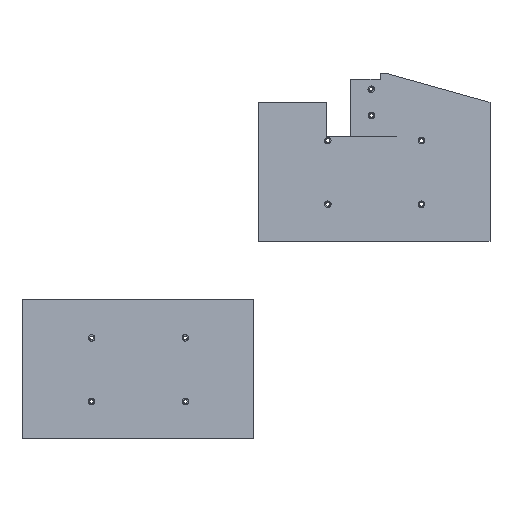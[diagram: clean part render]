
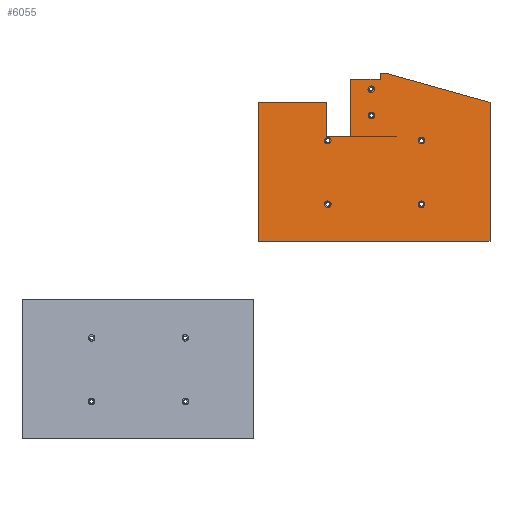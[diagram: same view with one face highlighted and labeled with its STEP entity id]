
A CAD part, front view. The second image highlights one B-rep face of the part: STEP entity #6055.
In plain terms, the highlighted planar face has unit normal (0, -0.995, 0.104).
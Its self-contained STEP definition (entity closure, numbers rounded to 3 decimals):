
#21=ELLIPSE('',#6329,2.011,2.);
#22=ELLIPSE('',#6332,2.011,2.);
#23=ELLIPSE('',#6335,2.011,2.);
#24=ELLIPSE('',#6338,2.011,2.);
#25=ELLIPSE('',#6400,2.011,2.);
#26=ELLIPSE('',#6402,2.011,2.);
#75=LINE('',#8343,#868);
#79=LINE('',#8355,#872);
#98=LINE('',#8393,#891);
#101=LINE('',#8399,#894);
#112=LINE('',#8419,#905);
#115=LINE('',#8425,#908);
#127=LINE('',#8450,#920);
#131=LINE('',#8458,#924);
#134=LINE('',#8464,#927);
#139=LINE('',#8472,#932);
#140=LINE('',#8475,#933);
#145=LINE('',#8483,#938);
#148=LINE('',#8489,#941);
#151=LINE('',#8494,#944);
#868=VECTOR('',#6819,10.);
#872=VECTOR('',#6833,10.);
#891=VECTOR('',#6860,10.);
#894=VECTOR('',#6865,10.);
#905=VECTOR('',#6880,10.);
#908=VECTOR('',#6889,10.);
#920=VECTOR('',#6907,10.);
#924=VECTOR('',#6913,10.);
#927=VECTOR('',#6918,10.);
#932=VECTOR('',#6925,10.);
#933=VECTOR('',#6928,10.);
#938=VECTOR('',#6935,10.);
#941=VECTOR('',#6940,10.);
#944=VECTOR('',#6945,10.);
#1664=FACE_BOUND('',#2179,.T.);
#1665=FACE_BOUND('',#2180,.T.);
#1666=FACE_BOUND('',#2181,.T.);
#1667=FACE_BOUND('',#2182,.T.);
#1668=FACE_BOUND('',#2183,.T.);
#1669=FACE_BOUND('',#2184,.T.);
#1857=FACE_OUTER_BOUND('',#2178,.T.);
#2178=EDGE_LOOP('',(#4358,#4359,#4360,#4361,#4362,#4363,#4364,#4365,#4366,
#4367,#4368,#4369,#4370,#4371));
#2179=EDGE_LOOP('',(#4372));
#2180=EDGE_LOOP('',(#4373));
#2181=EDGE_LOOP('',(#4374));
#2182=EDGE_LOOP('',(#4375));
#2183=EDGE_LOOP('',(#4376));
#2184=EDGE_LOOP('',(#4377));
#2611=VERTEX_POINT('',#8268);
#2613=VERTEX_POINT('',#8274);
#2615=VERTEX_POINT('',#8280);
#2617=VERTEX_POINT('',#8286);
#2635=VERTEX_POINT('',#8340);
#2636=VERTEX_POINT('',#8342);
#2639=VERTEX_POINT('',#8354);
#2650=VERTEX_POINT('',#8384);
#2654=VERTEX_POINT('',#8391);
#2656=VERTEX_POINT('',#8398);
#2662=VERTEX_POINT('',#8415);
#2672=VERTEX_POINT('',#8448);
#2673=VERTEX_POINT('',#8449);
#2676=VERTEX_POINT('',#8457);
#2678=VERTEX_POINT('',#8463);
#2681=VERTEX_POINT('',#8474);
#2683=VERTEX_POINT('',#8482);
#2685=VERTEX_POINT('',#8488);
#2705=VERTEX_POINT('',#8566);
#2706=VERTEX_POINT('',#8570);
#3186=EDGE_CURVE('',#2611,#2611,#21,.T.);
#3189=EDGE_CURVE('',#2613,#2613,#22,.T.);
#3192=EDGE_CURVE('',#2615,#2615,#23,.T.);
#3195=EDGE_CURVE('',#2617,#2617,#24,.T.);
#3221=EDGE_CURVE('',#2635,#2636,#75,.T.);
#3225=EDGE_CURVE('',#2636,#2639,#79,.T.);
#3244=EDGE_CURVE('',#2650,#2654,#98,.T.);
#3247=EDGE_CURVE('',#2639,#2656,#101,.T.);
#3258=EDGE_CURVE('',#2656,#2662,#112,.T.);
#3261=EDGE_CURVE('',#2654,#2662,#115,.T.);
#3273=EDGE_CURVE('',#2672,#2673,#127,.T.);
#3277=EDGE_CURVE('',#2676,#2672,#131,.T.);
#3280=EDGE_CURVE('',#2678,#2676,#134,.T.);
#3285=EDGE_CURVE('',#2673,#2635,#139,.T.);
#3286=EDGE_CURVE('',#2681,#2678,#140,.T.);
#3291=EDGE_CURVE('',#2683,#2681,#145,.T.);
#3294=EDGE_CURVE('',#2685,#2683,#148,.T.);
#3297=EDGE_CURVE('',#2650,#2685,#151,.T.);
#3334=EDGE_CURVE('',#2705,#2705,#25,.T.);
#3336=EDGE_CURVE('',#2706,#2706,#26,.T.);
#4358=ORIENTED_EDGE('',*,*,#3244,.T.);
#4359=ORIENTED_EDGE('',*,*,#3261,.T.);
#4360=ORIENTED_EDGE('',*,*,#3258,.F.);
#4361=ORIENTED_EDGE('',*,*,#3247,.F.);
#4362=ORIENTED_EDGE('',*,*,#3225,.F.);
#4363=ORIENTED_EDGE('',*,*,#3221,.F.);
#4364=ORIENTED_EDGE('',*,*,#3285,.F.);
#4365=ORIENTED_EDGE('',*,*,#3273,.F.);
#4366=ORIENTED_EDGE('',*,*,#3277,.F.);
#4367=ORIENTED_EDGE('',*,*,#3280,.F.);
#4368=ORIENTED_EDGE('',*,*,#3286,.F.);
#4369=ORIENTED_EDGE('',*,*,#3291,.F.);
#4370=ORIENTED_EDGE('',*,*,#3294,.F.);
#4371=ORIENTED_EDGE('',*,*,#3297,.F.);
#4372=ORIENTED_EDGE('',*,*,#3195,.F.);
#4373=ORIENTED_EDGE('',*,*,#3192,.F.);
#4374=ORIENTED_EDGE('',*,*,#3189,.F.);
#4375=ORIENTED_EDGE('',*,*,#3186,.F.);
#4376=ORIENTED_EDGE('',*,*,#3334,.T.);
#4377=ORIENTED_EDGE('',*,*,#3336,.T.);
#5767=PLANE('',#6404);
#6055=ADVANCED_FACE('',(#1857,#1664,#1665,#1666,#1667,#1668,#1669),#5767,
 .F.);
#6329=AXIS2_PLACEMENT_3D('',#8270,#6743,#6744);
#6332=AXIS2_PLACEMENT_3D('',#8276,#6750,#6751);
#6335=AXIS2_PLACEMENT_3D('',#8282,#6757,#6758);
#6338=AXIS2_PLACEMENT_3D('',#8288,#6764,#6765);
#6400=AXIS2_PLACEMENT_3D('',#8568,#7018,#7019);
#6402=AXIS2_PLACEMENT_3D('',#8572,#7023,#7024);
#6404=AXIS2_PLACEMENT_3D('',#8575,#7028,#7029);
#6743=DIRECTION('center_axis',(0.,-0.995,0.105));
#6744=DIRECTION('ref_axis',(0.,0.105,0.995));
#6750=DIRECTION('center_axis',(0.,-0.995,0.105));
#6751=DIRECTION('ref_axis',(0.,0.105,0.995));
#6757=DIRECTION('center_axis',(0.,-0.995,0.105));
#6758=DIRECTION('ref_axis',(0.,0.105,0.995));
#6764=DIRECTION('center_axis',(0.,-0.995,0.105));
#6765=DIRECTION('ref_axis',(0.,0.105,0.995));
#6819=DIRECTION('',(1.,0.,0.));
#6833=DIRECTION('',(-1.,0.,0.001));
#6860=DIRECTION('',(-1.,0.,0.001));
#6865=DIRECTION('',(0.001,0.105,0.995));
#6880=DIRECTION('',(0.,0.105,0.995));
#6889=DIRECTION('',(-1.,0.,-0.001));
#6907=DIRECTION('',(1.,0.,-0.001));
#6913=DIRECTION('',(0.,0.105,0.995));
#6918=DIRECTION('',(-1.,0.,0.));
#6925=DIRECTION('',(0.,-0.105,-0.995));
#6928=DIRECTION('',(0.,-0.105,-0.995));
#6935=DIRECTION('',(0.963,-0.028,-0.27));
#6940=DIRECTION('',(1.,0.,0.));
#6945=DIRECTION('',(0.,0.105,0.995));
#7018=DIRECTION('center_axis',(0.,0.995,-0.105));
#7019=DIRECTION('ref_axis',(0.,-0.105,-0.995));
#7023=DIRECTION('center_axis',(0.,0.995,-0.105));
#7024=DIRECTION('ref_axis',(0.,-0.105,-0.995));
#7028=DIRECTION('center_axis',(0.,0.995,-0.105));
#7029=DIRECTION('ref_axis',(0.,-0.105,-0.995));
#8268=CARTESIAN_POINT('',(93.457,-10.04,139.072));
#8270=CARTESIAN_POINT('Origin',(95.457,-10.04,139.072));
#8274=CARTESIAN_POINT('',(36.317,-5.963,177.862));
#8276=CARTESIAN_POINT('Origin',(38.317,-5.963,177.862));
#8280=CARTESIAN_POINT('',(93.467,-5.963,177.862));
#8282=CARTESIAN_POINT('Origin',(95.467,-5.963,177.862));
#8286=CARTESIAN_POINT('',(36.317,-10.04,139.072));
#8288=CARTESIAN_POINT('Origin',(38.317,-10.04,139.072));
#8340=CARTESIAN_POINT('',(37.447,-5.703,180.334));
#8342=CARTESIAN_POINT('',(80.307,-5.701,180.352));
#8343=CARTESIAN_POINT('',(106.781,-5.7,180.364));
#8354=CARTESIAN_POINT('',(52.307,-5.699,180.371));
#8355=CARTESIAN_POINT('',(106.759,-5.703,180.335));
#8384=CARTESIAN_POINT('',(70.235,-2.04,215.189));
#8391=CARTESIAN_POINT('',(52.33,-2.038,215.201));
#8393=CARTESIAN_POINT('',(92.782,-2.041,215.174));
#8398=CARTESIAN_POINT('',(52.324,-2.946,206.567));
#8399=CARTESIAN_POINT('',(52.33,-2.017,215.407));
#8415=CARTESIAN_POINT('',(52.324,-2.038,215.201));
#8419=CARTESIAN_POINT('',(52.324,-2.363,212.113));
#8425=CARTESIAN_POINT('',(92.785,-2.036,215.228));
#8448=CARTESIAN_POINT('',(-4.113,-3.509,201.212));
#8449=CARTESIAN_POINT('',(37.457,-3.513,201.172));
#8450=CARTESIAN_POINT('',(87.336,-3.518,201.124));
#8457=CARTESIAN_POINT('',(-4.113,-12.42,116.422));
#8458=CARTESIAN_POINT('',(-4.113,-2.351,212.224));
#8463=CARTESIAN_POINT('',(137.237,-12.42,116.422));
#8464=CARTESIAN_POINT('',(66.562,-12.42,116.422));
#8472=CARTESIAN_POINT('',(37.458,-3.434,201.922));
#8474=CARTESIAN_POINT('',(137.237,-3.509,201.212));
#8475=CARTESIAN_POINT('',(137.237,-6.758,170.292));
#8482=CARTESIAN_POINT('',(74.235,-1.653,218.868));
#8483=CARTESIAN_POINT('',(134.347,-3.423,202.022));
#8488=CARTESIAN_POINT('',(70.235,-1.653,218.868));
#8489=CARTESIAN_POINT('',(105.736,-1.653,218.868));
#8494=CARTESIAN_POINT('',(70.235,-1.434,220.955));
#8566=CARTESIAN_POINT('',(66.83,-2.671,209.186));
#8568=CARTESIAN_POINT('Origin',(64.83,-2.671,209.186));
#8570=CARTESIAN_POINT('',(66.911,-4.348,193.226));
#8572=CARTESIAN_POINT('Origin',(64.911,-4.348,193.226));
#8575=CARTESIAN_POINT('Origin',(133.237,-1.607,219.306));
